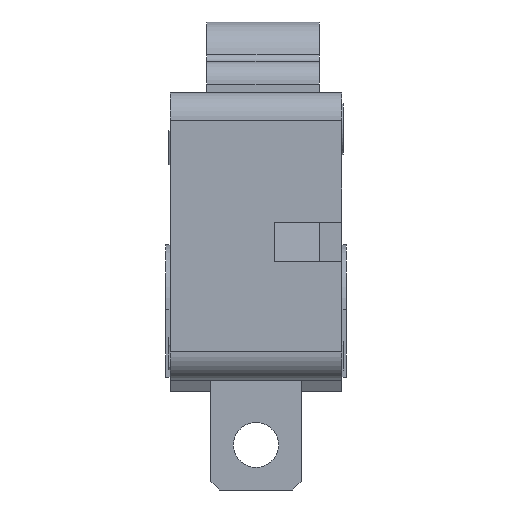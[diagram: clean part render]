
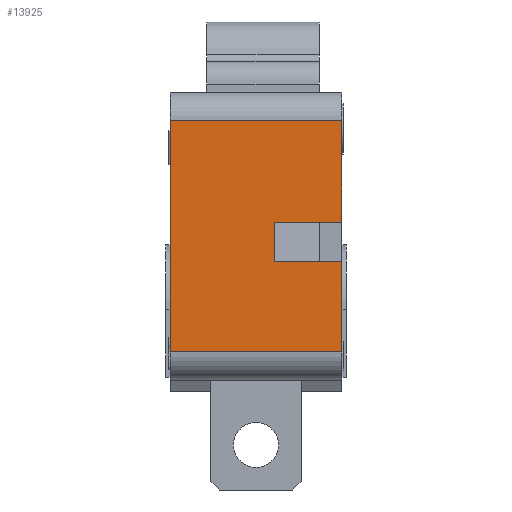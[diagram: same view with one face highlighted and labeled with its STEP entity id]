
A CAD part, left-side view. The second image highlights one B-rep face of the part: STEP entity #13925.
In plain terms, the highlighted planar face has unit normal (-1, 0, 0).
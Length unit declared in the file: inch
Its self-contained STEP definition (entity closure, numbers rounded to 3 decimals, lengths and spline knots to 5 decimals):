
#2248=CARTESIAN_POINT('',(-0.20079,-0.24016,0.12205));
#2249=VERTEX_POINT('',#2248);
#2256=CARTESIAN_POINT('',(-0.20079,-0.14567,0.12205));
#2257=VERTEX_POINT('',#2256);
#2258=CARTESIAN_POINT('',(-0.20079,-0.14567,0.12205));
#2259=DIRECTION('',(0.0,-1.0,0.0));
#2260=VECTOR('',#2259,0.09449);
#2261=LINE('',#2258,#2260);
#2262=EDGE_CURVE('',#2257,#2249,#2261,.T.);
#10176=CARTESIAN_POINT('',(-0.20079,-0.24016,0.06693));
#10177=VERTEX_POINT('',#10176);
#10184=CARTESIAN_POINT('',(-0.20079,-0.24016,-0.05906));
#10185=VERTEX_POINT('',#10184);
#10186=CARTESIAN_POINT('',(-0.20079,-0.24016,-0.05906));
#10187=DIRECTION('',(0.0,0.0,1.0));
#10188=VECTOR('',#10187,0.12598);
#10189=LINE('',#10186,#10188);
#10190=EDGE_CURVE('',#10185,#10177,#10189,.T.);
#10337=CARTESIAN_POINT('',(-0.20079,-0.24016,0.26378));
#10338=VERTEX_POINT('',#10337);
#10346=CARTESIAN_POINT('',(-0.20079,-0.24016,0.12205));
#10347=DIRECTION('',(0.0,0.0,1.0));
#10348=VECTOR('',#10347,0.14173);
#10349=LINE('',#10346,#10348);
#10350=EDGE_CURVE('',#2249,#10338,#10349,.T.);
#11100=CARTESIAN_POINT('',(-0.20079,-0.14567,0.06693));
#11101=VERTEX_POINT('',#11100);
#11110=CARTESIAN_POINT('',(-0.20079,-0.24016,0.06693));
#11111=DIRECTION('',(0.0,1.0,0.0));
#11112=VECTOR('',#11111,0.09449);
#11113=LINE('',#11110,#11112);
#11114=EDGE_CURVE('',#10177,#11101,#11113,.T.);
#12167=CARTESIAN_POINT('',(-0.20079,0.0,-0.05906));
#12168=VERTEX_POINT('',#12167);
#12176=CARTESIAN_POINT('',(-0.20079,0.0,0.26378));
#12177=VERTEX_POINT('',#12176);
#12178=CARTESIAN_POINT('',(-0.20079,0.0,0.26378));
#12179=DIRECTION('',(0.0,0.0,-1.0));
#12180=VECTOR('',#12179,0.32283);
#12181=LINE('',#12178,#12180);
#12182=EDGE_CURVE('',#12177,#12168,#12181,.T.);
#13889=CARTESIAN_POINT('',(-0.20079,-0.14567,0.06693));
#13890=DIRECTION('',(0.0,0.0,1.0));
#13891=VECTOR('',#13890,0.05512);
#13892=LINE('',#13889,#13891);
#13893=EDGE_CURVE('',#11101,#2257,#13892,.T.);
#13900=CARTESIAN_POINT('',(-0.20079,-0.25217,-0.0752));
#13901=DIRECTION('',(-1.0,0.0,0.0));
#13902=DIRECTION('',(0.0,0.0,1.0));
#13903=AXIS2_PLACEMENT_3D('',#13900,#13901,#13902);
#13904=PLANE('',#13903);
#13905=ORIENTED_EDGE('',*,*,#12182,.T.);
#13906=CARTESIAN_POINT('',(-0.20079,-0.24016,-0.05906));
#13907=DIRECTION('',(0.0,1.0,0.0));
#13908=VECTOR('',#13907,0.24016);
#13909=LINE('',#13906,#13908);
#13910=EDGE_CURVE('',#10185,#12168,#13909,.T.);
#13911=ORIENTED_EDGE('',*,*,#13910,.F.);
#13912=ORIENTED_EDGE('',*,*,#10190,.T.);
#13913=ORIENTED_EDGE('',*,*,#11114,.T.);
#13914=ORIENTED_EDGE('',*,*,#13893,.T.);
#13915=ORIENTED_EDGE('',*,*,#2262,.T.);
#13916=ORIENTED_EDGE('',*,*,#10350,.T.);
#13917=CARTESIAN_POINT('',(-0.20079,-0.24016,0.26378));
#13918=DIRECTION('',(0.0,1.0,0.0));
#13919=VECTOR('',#13918,0.24016);
#13920=LINE('',#13917,#13919);
#13921=EDGE_CURVE('',#10338,#12177,#13920,.T.);
#13922=ORIENTED_EDGE('',*,*,#13921,.T.);
#13923=EDGE_LOOP('',(#13905,#13911,#13912,#13913,#13914,#13915,#13916,#13922));
#13924=FACE_OUTER_BOUND('',#13923,.T.);
#13925=ADVANCED_FACE('',(#13924),#13904,.T.);
